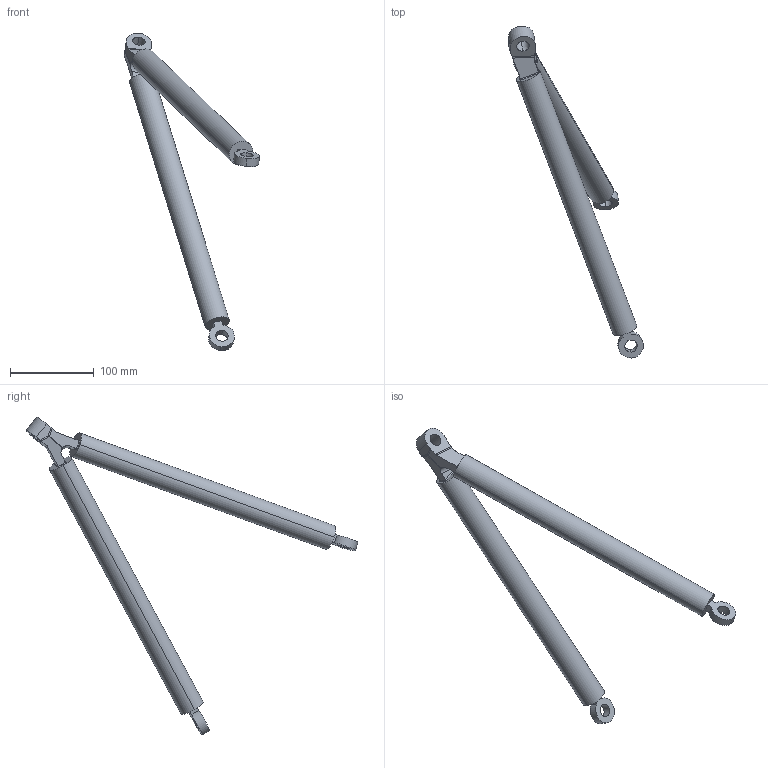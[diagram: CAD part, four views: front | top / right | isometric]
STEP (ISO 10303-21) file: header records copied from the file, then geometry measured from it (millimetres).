
FILE_DESCRIPTION (( 'STEP AP203' ), '1' );
FILE_NAME ('Tube_upper.STEP', '2020-09-01T15:26:54', ( '' ), ( '' ), 'SwSTEP 2.0', 'SolidWorks 2017', '' );
FILE_SCHEMA (( 'CONFIG_CONTROL_DESIGN' ));
Length unit declared in the file: millimetre
Products named in the file (1): Tube_upper
Bounding box: 161.42 x 396.22 x 379.28 mm (x, y, z)
Volume: 525330.3 mm3; surface area: 79108.4 mm2
Topology: 1 solids, 1 shells, 65 faces, 173 edges, 112 vertices
Faces by surface type: cylinder 37, plane 26, sphere 2
Entity records: 2118 total; most frequent: CARTESIAN_POINT 447, ORIENTED_EDGE 346, DIRECTION 325, EDGE_CURVE 173, AXIS2_PLACEMENT_3D 118, VERTEX_POINT 112, LINE 89, VECTOR 89
